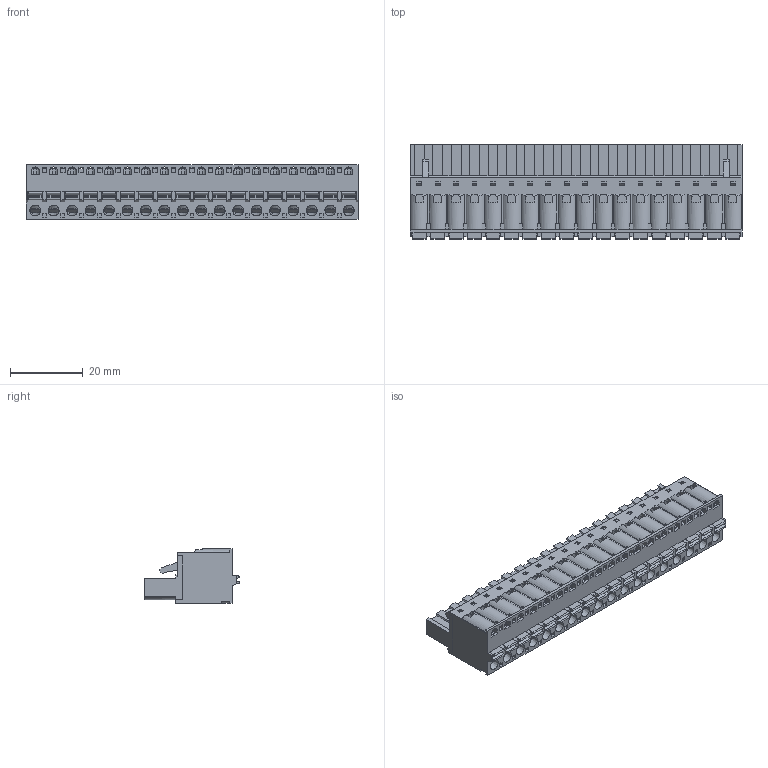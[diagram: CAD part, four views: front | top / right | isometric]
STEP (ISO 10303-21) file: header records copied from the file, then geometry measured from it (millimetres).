
FILE_DESCRIPTION(/* description */ ('Unknown'),/* implementation_level */ '2;1');
FILE_NAME(/* name */ '691353500018',/* time_stamp */ '2022-01-18T15:39:10+01:00',/* author */ ('Unknown'),/* organization */ ('Unknown'),/* preprocessor_version */ 'ST-DEVELOPER v16.7',/* originating_system */ 'Solid Edge',/* authorisation */ 'Unknown');
FILE_SCHEMA (('AUTOMOTIVE_DESIGN {1 0 10303 214 3 1 1}'));
Products named in the file (6): 6913535000xx; 691353500018; 691353500018_BAS; 6913535000xx_LANGUETTE; 6913535000xx_PIN; 6913535000xx_BOUTON
Assembly tree (56 placements, depth 2):
  6913535000xx
    691353500018
    691353500018_BAS
    6913535000xx_LANGUETTE  x18
    6913535000xx_PIN  x18
    6913535000xx_BOUTON  x18
Bounding box: 91.44 x 26.05 x 15 mm (x, y, z)
Volume: 14419.5 mm3; surface area: 35725.2 mm2
Topology: 56 solids, 56 shells, 4888 faces, 13961 edges, 9098 vertices
Faces by surface type: plane 3782, cylinder 1034, bspline 54, cone 18
Full cylindrical faces by diameter (mm): 1.5 x18, 3 x18
Entity records: 82374 total; most frequent: CARTESIAN_POINT 16730, ORIENTED_EDGE 14106, DIRECTION 12741, EDGE_CURVE 7053, LINE 6171, VECTOR 6171, VERTEX_POINT 4642, AXIS2_PLACEMENT_3D 3285
